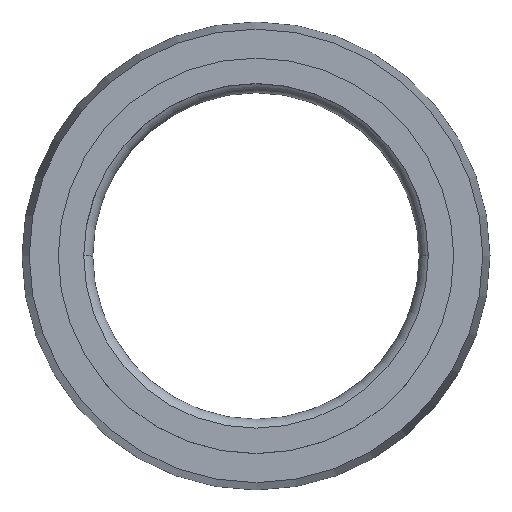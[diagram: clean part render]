
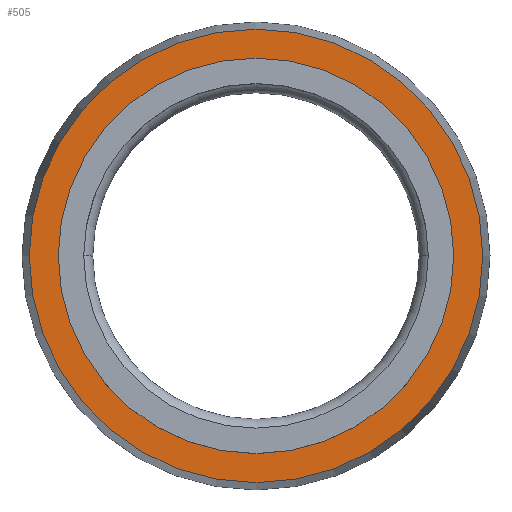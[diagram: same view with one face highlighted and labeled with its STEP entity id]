
A CAD part, top view. The second image highlights one B-rep face of the part: STEP entity #505.
In plain terms, the highlighted planar face has unit normal (0, 0, 1).
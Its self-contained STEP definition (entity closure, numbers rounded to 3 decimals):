
#29 = ORIENTED_EDGE ( 'NONE', *, *, #244, .F. ) ;
#35 = DIRECTION ( 'NONE',  ( 0., 0., 1. ) ) ;
#73 = VERTEX_POINT ( 'NONE', #350 ) ;
#74 = CIRCLE ( 'NONE', #317, 5.45 ) ;
#98 = CARTESIAN_POINT ( 'NONE',  ( 0., 0., -1. ) ) ;
#118 = CARTESIAN_POINT ( 'NONE',  ( 0., 5.45, -1. ) ) ;
#161 = AXIS2_PLACEMENT_3D ( 'NONE', #356, #260, #199 ) ;
#164 = FACE_BOUND ( 'NONE', #419, .T. ) ;
#199 = DIRECTION ( 'NONE',  ( 1., 0., 0. ) ) ;
#218 = CARTESIAN_POINT ( 'NONE',  ( -6.25, 0., -1. ) ) ;
#239 = DIRECTION ( 'NONE',  ( 1., 0., 0. ) ) ;
#244 = EDGE_CURVE ( 'NONE', #580, #436, #74, .T. ) ;
#260 = DIRECTION ( 'NONE',  ( 0., 0., 1. ) ) ;
#267 = AXIS2_PLACEMENT_3D ( 'NONE', #98, #632, #593 ) ;
#281 = FACE_OUTER_BOUND ( 'NONE', #567, .T. ) ;
#292 = CIRCLE ( 'NONE', #386, 5.45 ) ;
#316 = ORIENTED_EDGE ( 'NONE', *, *, #517, .F. ) ;
#317 = AXIS2_PLACEMENT_3D ( 'NONE', #322, #35, #239 ) ;
#322 = CARTESIAN_POINT ( 'NONE',  ( 0., 0., -1. ) ) ;
#350 = CARTESIAN_POINT ( 'NONE',  ( 6.25, 0., -1. ) ) ;
#354 = PLANE ( 'NONE',  #622 ) ;
#355 = CIRCLE ( 'NONE', #161, 6.25 ) ;
#356 = CARTESIAN_POINT ( 'NONE',  ( 0., 0., -1. ) ) ;
#386 = AXIS2_PLACEMENT_3D ( 'NONE', #557, #534, #635 ) ;
#396 = VERTEX_POINT ( 'NONE', #218 ) ;
#419 = EDGE_LOOP ( 'NONE', ( #316, #29 ) ) ;
#431 = CARTESIAN_POINT ( 'NONE',  ( -5.45, 0., -1. ) ) ;
#436 = VERTEX_POINT ( 'NONE', #492 ) ;
#442 = ORIENTED_EDGE ( 'NONE', *, *, #577, .T. ) ;
#454 = EDGE_CURVE ( 'NONE', #73, #396, #355, .T. ) ;
#456 = DIRECTION ( 'NONE',  ( 0., 0., -1. ) ) ;
#492 = CARTESIAN_POINT ( 'NONE',  ( 5.45, 0., -1. ) ) ;
#505 = ADVANCED_FACE ( 'NONE', ( #164, #281 ), #354, .F. ) ;
#507 = DIRECTION ( 'NONE',  ( -1., 0., 0. ) ) ;
#517 = EDGE_CURVE ( 'NONE', #436, #580, #292, .T. ) ;
#534 = DIRECTION ( 'NONE',  ( 0., 0., 1. ) ) ;
#557 = CARTESIAN_POINT ( 'NONE',  ( 0., 0., -1. ) ) ;
#567 = EDGE_LOOP ( 'NONE', ( #442, #605 ) ) ;
#577 = EDGE_CURVE ( 'NONE', #396, #73, #597, .T. ) ;
#580 = VERTEX_POINT ( 'NONE', #431 ) ;
#593 = DIRECTION ( 'NONE',  ( 1., 0., 0. ) ) ;
#597 = CIRCLE ( 'NONE', #267, 6.25 ) ;
#605 = ORIENTED_EDGE ( 'NONE', *, *, #454, .T. ) ;
#622 = AXIS2_PLACEMENT_3D ( 'NONE', #118, #456, #507 ) ;
#632 = DIRECTION ( 'NONE',  ( 0., 0., 1. ) ) ;
#635 = DIRECTION ( 'NONE',  ( 1., 0., 0. ) ) ;
